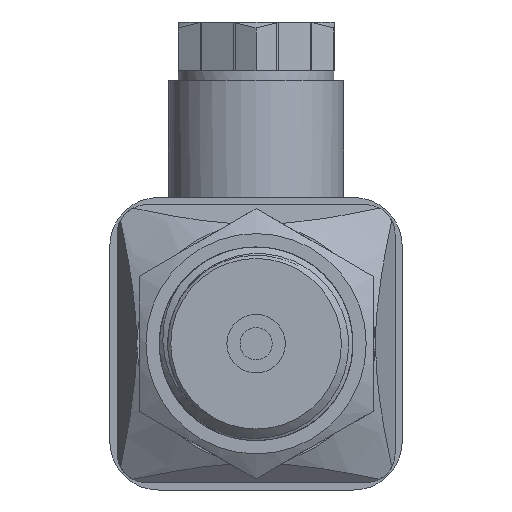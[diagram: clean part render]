
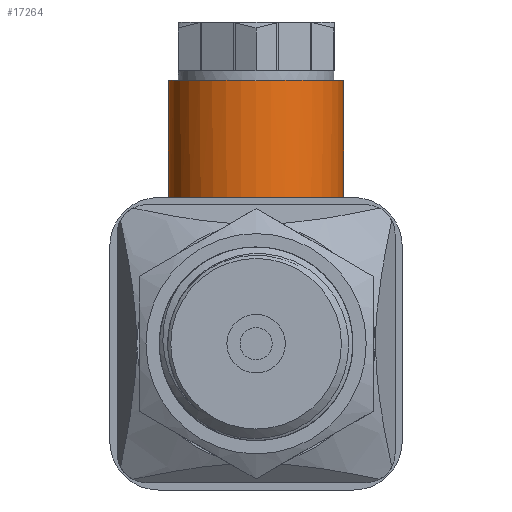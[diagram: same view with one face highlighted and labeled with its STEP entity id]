
A CAD part, left-side view. The second image highlights one B-rep face of the part: STEP entity #17264.
In plain terms, the highlighted cylindrical face has radius 9 mm (diameter 18 mm), a full revolution.
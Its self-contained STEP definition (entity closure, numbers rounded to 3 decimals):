
#1980=FACE_OUTER_BOUND('',#3054,.T.);
#3054=EDGE_LOOP('',(#16019,#16020,#16021,#16022,#16023,#16024,#16025));
#3362=CIRCLE('',#18328,9.);
#3363=CIRCLE('',#18329,9.);
#3388=CIRCLE('',#18410,9.);
#4054=B_SPLINE_CURVE_WITH_KNOTS('',3,(#36659,#36660,#36661,#36662,#36663,
#36664,#36665,#36666,#36667,#36668),.UNSPECIFIED.,.F.,.F.,(4,2,1,1,1,1,
4),(-0.002,0.,0.204,0.408,0.611,
0.815,1.019),.UNSPECIFIED.);
#4055=B_SPLINE_CURVE_WITH_KNOTS('',3,(#36737,#36738,#36739,#36740,#36741,
#36742,#36743,#36744,#36745,#36746,#36747,#36748),.UNSPECIFIED.,.F.,.F.,
(4,1,1,1,1,1,1,2,4),(0.,0.204,0.306,
0.408,0.509,0.611,0.815,
1.019,1.02),.UNSPECIFIED.);
#5506=LINE('',#37100,#6975);
#6975=VECTOR('',#21934,9.);
#8241=VERTEX_POINT('',#34100);
#8505=VERTEX_POINT('',#36657);
#8506=VERTEX_POINT('',#36670);
#8508=VERTEX_POINT('',#36674);
#8599=VERTEX_POINT('',#37098);
#10932=EDGE_CURVE('',#8241,#8505,#4054,.T.);
#10935=EDGE_CURVE('',#8505,#8508,#3362,.T.);
#10936=EDGE_CURVE('',#8508,#8506,#3363,.T.);
#10937=EDGE_CURVE('',#8506,#8241,#4055,.T.);
#11082=EDGE_CURVE('',#8599,#8599,#3388,.T.);
#11083=EDGE_CURVE('',#8599,#8508,#5506,.T.);
#16019=ORIENTED_EDGE('',*,*,#11082,.F.);
#16020=ORIENTED_EDGE('',*,*,#11083,.T.);
#16021=ORIENTED_EDGE('',*,*,#10935,.F.);
#16022=ORIENTED_EDGE('',*,*,#10932,.F.);
#16023=ORIENTED_EDGE('',*,*,#10937,.F.);
#16024=ORIENTED_EDGE('',*,*,#10936,.F.);
#16025=ORIENTED_EDGE('',*,*,#11083,.F.);
#16307=CYLINDRICAL_SURFACE('',#18409,9.);
#17264=ADVANCED_FACE('',(#1980),#16307,.T.);
#18328=AXIS2_PLACEMENT_3D('',#36675,#21673,#21674);
#18329=AXIS2_PLACEMENT_3D('',#36676,#21675,#21676);
#18409=AXIS2_PLACEMENT_3D('',#37097,#21930,#21931);
#18410=AXIS2_PLACEMENT_3D('',#37099,#21932,#21933);
#21673=DIRECTION('center_axis',(0.,0.,-1.));
#21674=DIRECTION('ref_axis',(1.,0.,0.));
#21675=DIRECTION('center_axis',(0.,0.,-1.));
#21676=DIRECTION('ref_axis',(1.,0.,0.));
#21930=DIRECTION('center_axis',(0.,0.,1.));
#21931=DIRECTION('ref_axis',(-1.,0.,0.));
#21932=DIRECTION('center_axis',(0.,0.,1.));
#21933=DIRECTION('ref_axis',(-1.,0.,0.));
#21934=DIRECTION('',(0.,0.,-1.));
#34100=CARTESIAN_POINT('',(-28.,0.,10.5));
#36657=CARTESIAN_POINT('',(-24.4,7.2,14.5));
#36659=CARTESIAN_POINT('Ctrl Pts',(-28.,0.,10.5));
#36660=CARTESIAN_POINT('Ctrl Pts',(-28.,0.004,10.503));
#36661=CARTESIAN_POINT('Ctrl Pts',(-28.,0.008,
10.505));
#36662=CARTESIAN_POINT('Ctrl Pts',(-27.999,0.528,
10.871));
#36663=CARTESIAN_POINT('Ctrl Pts',(-27.909,1.565,11.599));
#36664=CARTESIAN_POINT('Ctrl Pts',(-27.501,3.098,12.639));
#36665=CARTESIAN_POINT('Ctrl Pts',(-26.801,4.592,13.566));
#36666=CARTESIAN_POINT('Ctrl Pts',(-25.787,6.,14.28));
#36667=CARTESIAN_POINT('Ctrl Pts',(-24.889,6.833,14.5));
#36668=CARTESIAN_POINT('Ctrl Pts',(-24.4,7.2,14.5));
#36670=CARTESIAN_POINT('',(-24.4,-7.2,14.5));
#36674=CARTESIAN_POINT('',(-10.,0.,14.5));
#36675=CARTESIAN_POINT('Origin',(-19.,0.,14.5));
#36676=CARTESIAN_POINT('Origin',(-19.,0.,14.5));
#36737=CARTESIAN_POINT('Ctrl Pts',(-24.4,-7.2,14.5));
#36738=CARTESIAN_POINT('Ctrl Pts',(-24.889,-6.833,
14.5));
#36739=CARTESIAN_POINT('Ctrl Pts',(-25.563,-6.207,
14.335));
#36740=CARTESIAN_POINT('Ctrl Pts',(-26.294,-5.296,
13.923));
#36741=CARTESIAN_POINT('Ctrl Pts',(-26.763,-4.579,
13.539));
#36742=CARTESIAN_POINT('Ctrl Pts',(-27.15,-3.846,
13.104));
#36743=CARTESIAN_POINT('Ctrl Pts',(-27.569,-2.842,
12.466));
#36744=CARTESIAN_POINT('Ctrl Pts',(-27.909,-1.565,
11.6));
#36745=CARTESIAN_POINT('Ctrl Pts',(-27.999,-0.528,
10.871));
#36746=CARTESIAN_POINT('Ctrl Pts',(-28.,-0.008,
10.505));
#36747=CARTESIAN_POINT('Ctrl Pts',(-28.,-0.004,10.503));
#36748=CARTESIAN_POINT('Ctrl Pts',(-28.,0.,10.5));
#37097=CARTESIAN_POINT('Origin',(-19.,0.,13.5));
#37098=CARTESIAN_POINT('',(-10.,0.,27.));
#37099=CARTESIAN_POINT('Origin',(-19.,0.,27.));
#37100=CARTESIAN_POINT('',(-10.,0.,13.5));
